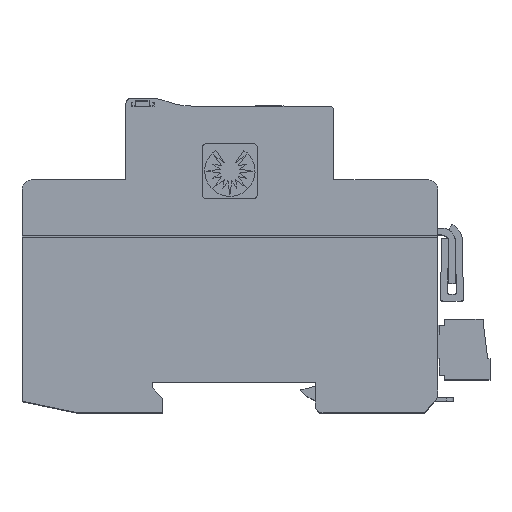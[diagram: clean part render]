
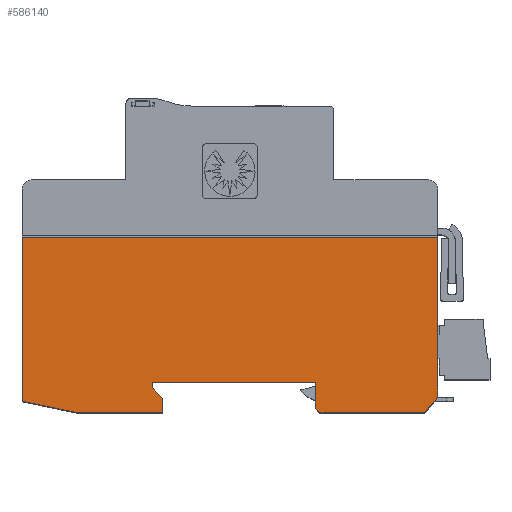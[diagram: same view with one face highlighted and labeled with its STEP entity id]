
A CAD part, top view. The second image highlights one B-rep face of the part: STEP entity #586140.
In plain terms, the highlighted planar face has unit normal (0, 0, 1).
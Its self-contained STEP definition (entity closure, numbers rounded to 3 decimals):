
#542950=CARTESIAN_POINT('',(87.942,-37.2,108.39));
#542960=DIRECTION('',(-0.643,-0.766,0.));
#542970=VECTOR('',#542960,1.);
#542980=LINE('',#542950,#542970);
#542990=CARTESIAN_POINT('',(90.051,-34.687,
108.39));
#543000=VERTEX_POINT('',#542990);
#543010=CARTESIAN_POINT('',(87.187,-38.1,108.39
));
#543020=VERTEX_POINT('',#543010);
#543030=EDGE_CURVE('',#543000,#543020,#542980,.T.);
#551400=CARTESIAN_POINT('',(90.051,-37.2,108.39));
#551410=DIRECTION('',(0.,-1.,0.));
#551420=VECTOR('',#551410,1.);
#551430=LINE('',#551400,#551420);
#551440=CARTESIAN_POINT('',(90.051,-0.1,
108.39));
#551450=VERTEX_POINT('',#551440);
#551460=EDGE_CURVE('',#551450,#543000,#551430,.T.);
#554000=CARTESIAN_POINT('',(28.251,-31.5,108.39));
#554010=VERTEX_POINT('',#554000);
#554040=CARTESIAN_POINT('',(2.151,-31.5,108.39));
#554050=DIRECTION('',(1.,0.,0.));
#554060=VECTOR('',#554050,1.);
#554070=LINE('',#554040,#554060);
#554080=CARTESIAN_POINT('',(63.551,-31.5,108.39));
#554090=VERTEX_POINT('',#554080);
#554100=EDGE_CURVE('',#554010,#554090,#554070,.T.);
#585060=CARTESIAN_POINT('',(63.551,-37.1,
108.39));
#585070=VERTEX_POINT('',#585060);
#585260=CARTESIAN_POINT('',(63.551,-37.2,108.39));
#585270=DIRECTION('',(0.,-1.,0.));
#585280=VECTOR('',#585270,1.);
#585290=LINE('',#585260,#585280);
#585300=EDGE_CURVE('',#554090,#585070,#585290,.T.);
#585350=CARTESIAN_POINT('',(0.051,-37.2,108.39));
#585360=DIRECTION('',(0.,0.,1.));
#585370=DIRECTION('',(1.,0.,0.));
#585380=AXIS2_PLACEMENT_3D('',#585350,#585360,#585370);
#585390=PLANE('',#585380);
#585400=CARTESIAN_POINT('',(63.651,-37.2,108.39));
#585410=DIRECTION('',(0.707,-0.707,0.));
#585420=VECTOR('',#585410,1.);
#585430=LINE('',#585400,#585420);
#585440=CARTESIAN_POINT('',(64.551,-38.1,
108.39));
#585450=VERTEX_POINT('',#585440);
#585460=EDGE_CURVE('',#585070,#585450,#585430,.T.);
#585470=ORIENTED_EDGE('',*,*,#585460,.T.);
#585480=ORIENTED_EDGE('',*,*,#585300,.T.);
#585490=ORIENTED_EDGE('',*,*,#554100,.T.);
#585500=CARTESIAN_POINT('',(28.251,-37.2,108.39));
#585510=DIRECTION('',(0.,1.,0.));
#585520=VECTOR('',#585510,1.);
#585530=LINE('',#585500,#585520);
#585540=CARTESIAN_POINT('',(28.251,-32.7,108.39));
#585550=VERTEX_POINT('',#585540);
#585560=EDGE_CURVE('',#585550,#554010,#585530,.T.);
#585570=ORIENTED_EDGE('',*,*,#585560,.T.);
#585580=CARTESIAN_POINT('',(32.751,-37.2,108.39));
#585590=DIRECTION('',(0.707,-0.707,0.));
#585600=VECTOR('',#585590,1.);
#585610=LINE('',#585580,#585600);
#585620=CARTESIAN_POINT('',(30.551,-35.,
108.39));
#585630=VERTEX_POINT('',#585620);
#585640=EDGE_CURVE('',#585550,#585630,#585610,.T.);
#585650=ORIENTED_EDGE('',*,*,#585640,.F.);
#585660=CARTESIAN_POINT('',(30.551,-37.2,108.39));
#585670=DIRECTION('',(0.,-1.,0.));
#585680=VECTOR('',#585670,1.);
#585690=LINE('',#585660,#585680);
#585700=CARTESIAN_POINT('',(30.551,-38.1,108.39));
#585710=VERTEX_POINT('',#585700);
#585720=EDGE_CURVE('',#585630,#585710,#585690,.T.);
#585730=ORIENTED_EDGE('',*,*,#585720,.F.);
#585740=CARTESIAN_POINT('',(2.151,-38.1,108.39));
#585750=DIRECTION('',(-1.,0.,0.));
#585760=VECTOR('',#585750,1.);
#585770=LINE('',#585740,#585760);
#585780=CARTESIAN_POINT('',(12.051,-38.1,108.39));
#585790=VERTEX_POINT('',#585780);
#585800=EDGE_CURVE('',#585710,#585790,#585770,.T.);
#585810=ORIENTED_EDGE('',*,*,#585800,.F.);
#585820=CARTESIAN_POINT('',(2.151,-36.038,108.39));
#585830=DIRECTION('',(0.979,-0.204,0.));
#585840=VECTOR('',#585830,1.);
#585850=LINE('',#585820,#585840);
#585860=CARTESIAN_POINT('',(0.051,-35.6,108.39));
#585870=VERTEX_POINT('',#585860);
#585880=EDGE_CURVE('',#585870,#585790,#585850,.T.);
#585890=ORIENTED_EDGE('',*,*,#585880,.T.);
#585900=CARTESIAN_POINT('',(0.051,-37.2,108.39));
#585910=DIRECTION('',(0.,1.,0.));
#585920=VECTOR('',#585910,1.);
#585930=LINE('',#585900,#585920);
#585940=CARTESIAN_POINT('',(0.051,-0.1,
108.39));
#585950=VERTEX_POINT('',#585940);
#585960=EDGE_CURVE('',#585870,#585950,#585930,.T.);
#585970=ORIENTED_EDGE('',*,*,#585960,.F.);
#585980=CARTESIAN_POINT('',(2.151,-0.1,
108.39));
#585990=DIRECTION('',(-1.,0.,0.));
#586000=VECTOR('',#585990,1.);
#586010=LINE('',#585980,#586000);
#586020=EDGE_CURVE('',#551450,#585950,#586010,.T.);
#586030=ORIENTED_EDGE('',*,*,#586020,.T.);
#586040=ORIENTED_EDGE('',*,*,#551460,.F.);
#586050=ORIENTED_EDGE('',*,*,#543030,.F.);
#586060=CARTESIAN_POINT('',(2.151,-38.1,
108.39));
#586070=DIRECTION('',(1.,0.,0.));
#586080=VECTOR('',#586070,1.);
#586090=LINE('',#586060,#586080);
#586100=EDGE_CURVE('',#585450,#543020,#586090,.T.);
#586110=ORIENTED_EDGE('',*,*,#586100,.T.);
#586120=EDGE_LOOP('',(#586110,#586050,#586040,#586030,#585970,#585890,
#585810,#585730,#585650,#585570,#585490,#585480,#585470));
#586130=FACE_OUTER_BOUND('',#586120,.T.);
#586140=ADVANCED_FACE('',(#586130),#585390,.T.);
